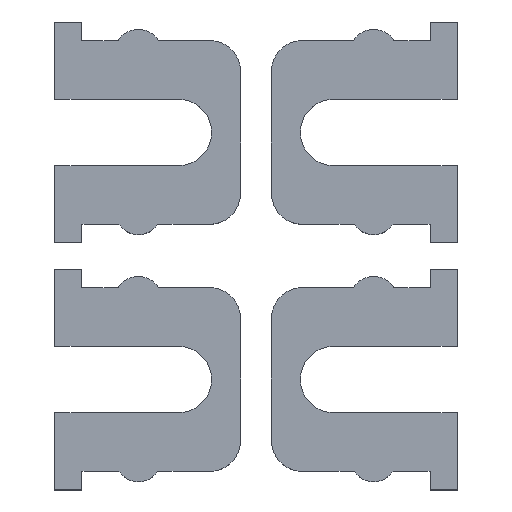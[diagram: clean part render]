
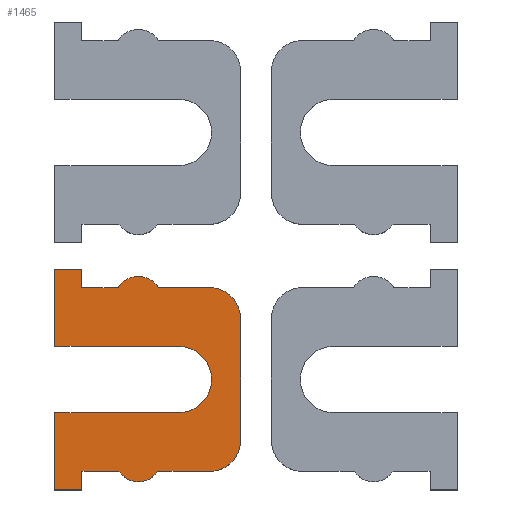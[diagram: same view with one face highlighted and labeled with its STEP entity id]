
A CAD part, top view. The second image highlights one B-rep face of the part: STEP entity #1465.
In plain terms, the highlighted planar face has unit normal (0, 0, 1).
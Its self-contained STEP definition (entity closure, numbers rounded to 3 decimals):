
#61=FACE_OUTER_BOUND('',#141,.T.);
#141=EDGE_LOOP('',(#1061,#1062,#1063,#1064,#1065,#1066,#1067,#1068,#1069,
#1070,#1071,#1072,#1073,#1074,#1075,#1076,#1077,#1078));
#245=LINE('',#2196,#421);
#246=LINE('',#2200,#422);
#247=LINE('',#2204,#423);
#248=LINE('',#2206,#424);
#249=LINE('',#2208,#425);
#250=LINE('',#2210,#426);
#251=LINE('',#2212,#427);
#252=LINE('',#2216,#428);
#253=LINE('',#2218,#429);
#254=LINE('',#2220,#430);
#255=LINE('',#2222,#431);
#256=LINE('',#2224,#432);
#257=LINE('',#2227,#433);
#421=VECTOR('',#1772,10.);
#422=VECTOR('',#1775,10.);
#423=VECTOR('',#1778,10.);
#424=VECTOR('',#1779,10.);
#425=VECTOR('',#1780,10.);
#426=VECTOR('',#1781,10.);
#427=VECTOR('',#1782,10.);
#428=VECTOR('',#1785,10.);
#429=VECTOR('',#1786,10.);
#430=VECTOR('',#1787,10.);
#431=VECTOR('',#1788,10.);
#432=VECTOR('',#1789,10.);
#433=VECTOR('',#1792,10.);
#563=CIRCLE('',#1573,2.);
#564=CIRCLE('',#1574,2.);
#565=CIRCLE('',#1575,1.553);
#566=CIRCLE('',#1576,2.15);
#567=CIRCLE('',#1577,1.508);
#629=VERTEX_POINT('',#2192);
#630=VERTEX_POINT('',#2193);
#631=VERTEX_POINT('',#2195);
#632=VERTEX_POINT('',#2197);
#633=VERTEX_POINT('',#2199);
#634=VERTEX_POINT('',#2201);
#635=VERTEX_POINT('',#2203);
#636=VERTEX_POINT('',#2205);
#637=VERTEX_POINT('',#2207);
#638=VERTEX_POINT('',#2209);
#639=VERTEX_POINT('',#2211);
#640=VERTEX_POINT('',#2213);
#641=VERTEX_POINT('',#2215);
#642=VERTEX_POINT('',#2217);
#643=VERTEX_POINT('',#2219);
#644=VERTEX_POINT('',#2221);
#645=VERTEX_POINT('',#2223);
#646=VERTEX_POINT('',#2225);
#791=EDGE_CURVE('',#629,#630,#563,.T.);
#792=EDGE_CURVE('',#631,#629,#245,.T.);
#793=EDGE_CURVE('',#632,#631,#564,.T.);
#794=EDGE_CURVE('',#633,#632,#246,.T.);
#795=EDGE_CURVE('',#634,#633,#565,.T.);
#796=EDGE_CURVE('',#635,#634,#247,.T.);
#797=EDGE_CURVE('',#636,#635,#248,.T.);
#798=EDGE_CURVE('',#637,#636,#249,.T.);
#799=EDGE_CURVE('',#638,#637,#250,.T.);
#800=EDGE_CURVE('',#639,#638,#251,.T.);
#801=EDGE_CURVE('',#640,#639,#566,.T.);
#802=EDGE_CURVE('',#641,#640,#252,.T.);
#803=EDGE_CURVE('',#642,#641,#253,.T.);
#804=EDGE_CURVE('',#643,#642,#254,.T.);
#805=EDGE_CURVE('',#644,#643,#255,.T.);
#806=EDGE_CURVE('',#645,#644,#256,.T.);
#807=EDGE_CURVE('',#646,#645,#567,.T.);
#808=EDGE_CURVE('',#630,#646,#257,.T.);
#1061=ORIENTED_EDGE('',*,*,#791,.F.);
#1062=ORIENTED_EDGE('',*,*,#792,.F.);
#1063=ORIENTED_EDGE('',*,*,#793,.F.);
#1064=ORIENTED_EDGE('',*,*,#794,.F.);
#1065=ORIENTED_EDGE('',*,*,#795,.F.);
#1066=ORIENTED_EDGE('',*,*,#796,.F.);
#1067=ORIENTED_EDGE('',*,*,#797,.F.);
#1068=ORIENTED_EDGE('',*,*,#798,.F.);
#1069=ORIENTED_EDGE('',*,*,#799,.F.);
#1070=ORIENTED_EDGE('',*,*,#800,.F.);
#1071=ORIENTED_EDGE('',*,*,#801,.F.);
#1072=ORIENTED_EDGE('',*,*,#802,.F.);
#1073=ORIENTED_EDGE('',*,*,#803,.F.);
#1074=ORIENTED_EDGE('',*,*,#804,.F.);
#1075=ORIENTED_EDGE('',*,*,#805,.F.);
#1076=ORIENTED_EDGE('',*,*,#806,.F.);
#1077=ORIENTED_EDGE('',*,*,#807,.F.);
#1078=ORIENTED_EDGE('',*,*,#808,.F.);
#1400=PLANE('',#1572);
#1465=ADVANCED_FACE('',(#61),#1400,.T.);
#1572=AXIS2_PLACEMENT_3D('',#2191,#1768,#1769);
#1573=AXIS2_PLACEMENT_3D('',#2194,#1770,#1771);
#1574=AXIS2_PLACEMENT_3D('',#2198,#1773,#1774);
#1575=AXIS2_PLACEMENT_3D('',#2202,#1776,#1777);
#1576=AXIS2_PLACEMENT_3D('',#2214,#1783,#1784);
#1577=AXIS2_PLACEMENT_3D('',#2226,#1790,#1791);
#1768=DIRECTION('center_axis',(0.,0.,1.));
#1769=DIRECTION('ref_axis',(-1.,0.,0.));
#1770=DIRECTION('center_axis',(0.,0.,-1.));
#1771=DIRECTION('ref_axis',(0.707,-0.707,0.));
#1772=DIRECTION('',(0.,-1.,0.));
#1773=DIRECTION('center_axis',(0.,0.,-1.));
#1774=DIRECTION('ref_axis',(0.707,0.707,0.));
#1775=DIRECTION('',(1.,0.,0.));
#1776=DIRECTION('center_axis',(0.,0.,-1.));
#1777=DIRECTION('ref_axis',(0.846,0.533,0.));
#1778=DIRECTION('',(1.,0.,0.));
#1779=DIRECTION('',(0.,-1.,0.));
#1780=DIRECTION('',(1.,0.,0.));
#1781=DIRECTION('',(0.,1.,0.));
#1782=DIRECTION('',(-1.,0.,0.));
#1783=DIRECTION('center_axis',(0.,0.,1.));
#1784=DIRECTION('ref_axis',(0.,-1.,0.));
#1785=DIRECTION('',(1.,0.,0.));
#1786=DIRECTION('',(0.,1.,0.));
#1787=DIRECTION('',(-1.,0.,0.));
#1788=DIRECTION('',(0.,-1.,0.));
#1789=DIRECTION('',(-1.,0.,0.));
#1790=DIRECTION('center_axis',(0.,0.,-1.));
#1791=DIRECTION('ref_axis',(-0.833,-0.553,0.));
#1792=DIRECTION('',(-1.,0.,0.));
#2191=CARTESIAN_POINT('Origin',(-20.24,-8.5,-2.12));
#2192=CARTESIAN_POINT('',(-14.23,-12.45,-2.12));
#2193=CARTESIAN_POINT('',(-16.23,-14.45,-2.12));
#2194=CARTESIAN_POINT('Origin',(-16.23,-12.45,-2.12));
#2195=CARTESIAN_POINT('',(-14.23,-4.55,-2.12));
#2196=CARTESIAN_POINT('',(-14.23,-5.525,-2.12));
#2197=CARTESIAN_POINT('',(-16.23,-2.55,-2.12));
#2198=CARTESIAN_POINT('Origin',(-16.23,-4.55,-2.12));
#2199=CARTESIAN_POINT('',(-19.536,-2.55,-2.12));
#2200=CARTESIAN_POINT('',(-19.888,-2.55,-2.12));
#2201=CARTESIAN_POINT('',(-22.164,-2.55,-2.12));
#2202=CARTESIAN_POINT('Origin',(-20.85,-3.378,-2.12));
#2203=CARTESIAN_POINT('',(-24.5,-2.55,-2.12));
#2204=CARTESIAN_POINT('',(-22.37,-2.55,-2.12));
#2205=CARTESIAN_POINT('',(-24.5,-1.35,-2.12));
#2206=CARTESIAN_POINT('',(-24.5,-4.925,-2.12));
#2207=CARTESIAN_POINT('',(-26.25,-1.35,-2.12));
#2208=CARTESIAN_POINT('',(-23.245,-1.35,-2.12));
#2209=CARTESIAN_POINT('',(-26.25,-6.35,-2.12));
#2210=CARTESIAN_POINT('',(-26.25,-7.425,-2.12));
#2211=CARTESIAN_POINT('',(-18.25,-6.35,-2.12));
#2212=CARTESIAN_POINT('',(-19.245,-6.35,-2.12));
#2213=CARTESIAN_POINT('',(-18.25,-10.65,-2.12));
#2214=CARTESIAN_POINT('Origin',(-18.25,-8.5,-2.12));
#2215=CARTESIAN_POINT('',(-26.25,-10.65,-2.12));
#2216=CARTESIAN_POINT('',(-23.245,-10.65,-2.12));
#2217=CARTESIAN_POINT('',(-26.25,-15.65,-2.12));
#2218=CARTESIAN_POINT('',(-26.25,-12.075,-2.12));
#2219=CARTESIAN_POINT('',(-24.5,-15.65,-2.12));
#2220=CARTESIAN_POINT('',(-22.37,-15.65,-2.12));
#2221=CARTESIAN_POINT('',(-24.5,-14.45,-2.12));
#2222=CARTESIAN_POINT('',(-24.5,-11.475,-2.12));
#2223=CARTESIAN_POINT('',(-22.106,-14.45,-2.12));
#2224=CARTESIAN_POINT('',(-21.173,-14.45,-2.12));
#2225=CARTESIAN_POINT('',(-19.594,-14.45,-2.12));
#2226=CARTESIAN_POINT('Origin',(-20.85,-13.616,-2.12));
#2227=CARTESIAN_POINT('',(-17.235,-14.45,-2.12));
